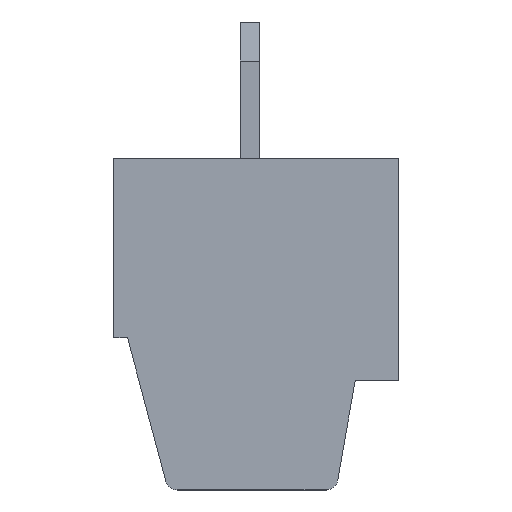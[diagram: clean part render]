
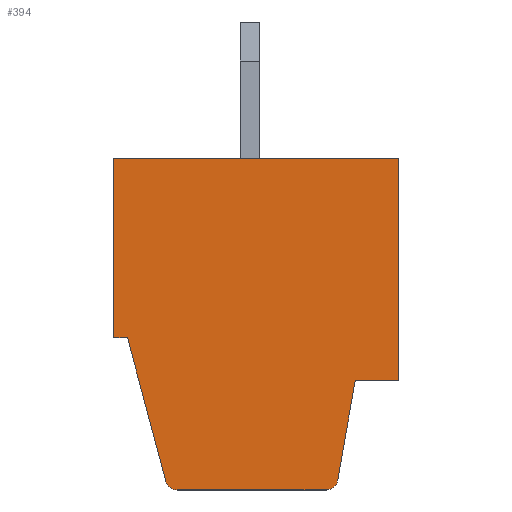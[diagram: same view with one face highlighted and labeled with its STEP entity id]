
A CAD part, left-side view. The second image highlights one B-rep face of the part: STEP entity #394.
In plain terms, the highlighted planar face has unit normal (-1, 0, 0).
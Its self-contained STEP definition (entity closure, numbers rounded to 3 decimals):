
#394 = ADVANCED_FACE( '', ( #1010 ), #1011, .T. );
#1010 = FACE_OUTER_BOUND( '', #1885, .T. );
#1011 = PLANE( '', #1886 );
#1885 = EDGE_LOOP( '', ( #3016, #3017, #3018, #3019, #3020, #3021, #3022, #3023, #3024, #3025 ) );
#1886 = AXIS2_PLACEMENT_3D( '', #3026, #3027, #3028 );
#3016 = ORIENTED_EDGE( '', *, *, #4981, .T. );
#3017 = ORIENTED_EDGE( '', *, *, #4982, .T. );
#3018 = ORIENTED_EDGE( '', *, *, #4983, .T. );
#3019 = ORIENTED_EDGE( '', *, *, #4984, .T. );
#3020 = ORIENTED_EDGE( '', *, *, #4985, .T. );
#3021 = ORIENTED_EDGE( '', *, *, #4986, .T. );
#3022 = ORIENTED_EDGE( '', *, *, #4987, .T. );
#3023 = ORIENTED_EDGE( '', *, *, #4988, .T. );
#3024 = ORIENTED_EDGE( '', *, *, #4851, .T. );
#3025 = ORIENTED_EDGE( '', *, *, #4989, .T. );
#3026 = CARTESIAN_POINT( '', ( 165.647, 199.734, -4.2 ) );
#3027 = DIRECTION( '', ( -1., 0., 0. ) );
#3028 = DIRECTION( '', ( 0., -1., 0. ) );
#4851 = EDGE_CURVE( '', #5764, #5761, #5765, .T. );
#4981 = EDGE_CURVE( '', #5985, #5986, #5987, .T. );
#4982 = EDGE_CURVE( '', #5986, #5988, #5989, .T. );
#4983 = EDGE_CURVE( '', #5988, #5990, #5991, .T. );
#4984 = EDGE_CURVE( '', #5990, #5992, #5993, .T. );
#4985 = EDGE_CURVE( '', #5992, #5994, #5995, .T. );
#4986 = EDGE_CURVE( '', #5994, #5996, #5997, .T. );
#4987 = EDGE_CURVE( '', #5996, #5998, #5999, .T. );
#4988 = EDGE_CURVE( '', #5998, #5764, #6000, .T. );
#4989 = EDGE_CURVE( '', #5761, #5985, #6001, .T. );
#5761 = VERTEX_POINT( '', #7053 );
#5764 = VERTEX_POINT( '', #7057 );
#5765 = LINE( '', #7058, #7059 );
#5985 = VERTEX_POINT( '', #7360 );
#5986 = VERTEX_POINT( '', #7361 );
#5987 = LINE( '', #7362, #7363 );
#5988 = VERTEX_POINT( '', #7364 );
#5989 = CIRCLE( '', #7365, 0.3 );
#5990 = VERTEX_POINT( '', #7366 );
#5991 = LINE( '', #7367, #7368 );
#5992 = VERTEX_POINT( '', #7369 );
#5993 = CIRCLE( '', #7370, 0.3 );
#5994 = VERTEX_POINT( '', #7371 );
#5995 = LINE( '', #7372, #7373 );
#5996 = VERTEX_POINT( '', #7374 );
#5997 = LINE( '', #7375, #7376 );
#5998 = VERTEX_POINT( '', #7377 );
#5999 = LINE( '', #7378, #7379 );
#6000 = LINE( '', #7380, #7381 );
#6001 = LINE( '', #7382, #7383 );
#7053 = CARTESIAN_POINT( '', ( 165.647, 199.734, -4.6 ) );
#7057 = CARTESIAN_POINT( '', ( 165.647, 199.734, 0. ) );
#7058 = CARTESIAN_POINT( '', ( 165.647, 199.734, -4.6 ) );
#7059 = VECTOR( '', #8540, 1000. );
#7360 = CARTESIAN_POINT( '', ( 165.647, 199.379, -4.6 ) );
#7361 = CARTESIAN_POINT( '', ( 165.647, 198.394, -8.278 ) );
#7362 = CARTESIAN_POINT( '', ( 165.647, 198.394, -8.278 ) );
#7363 = VECTOR( '', #8685, 1000. );
#7364 = CARTESIAN_POINT( '', ( 165.647, 198.104, -8.5 ) );
#7365 = AXIS2_PLACEMENT_3D( '', #8686, #8687, #8688 );
#7366 = CARTESIAN_POINT( '', ( 165.647, 194.286, -8.5 ) );
#7367 = CARTESIAN_POINT( '', ( 165.647, 194.286, -8.5 ) );
#7368 = VECTOR( '', #8689, 1000. );
#7369 = CARTESIAN_POINT( '', ( 165.647, 193.991, -8.252 ) );
#7370 = AXIS2_PLACEMENT_3D( '', #8690, #8691, #8692 );
#7371 = CARTESIAN_POINT( '', ( 165.647, 193.541, -5.7 ) );
#7372 = CARTESIAN_POINT( '', ( 165.647, 193.541, -5.7 ) );
#7373 = VECTOR( '', #8693, 1000. );
#7374 = CARTESIAN_POINT( '', ( 165.647, 192.434, -5.7 ) );
#7375 = CARTESIAN_POINT( '', ( 165.647, 192.434, -5.7 ) );
#7376 = VECTOR( '', #8694, 1000. );
#7377 = CARTESIAN_POINT( '', ( 165.647, 192.434, 0. ) );
#7378 = CARTESIAN_POINT( '', ( 165.647, 192.434, 0. ) );
#7379 = VECTOR( '', #8695, 1000. );
#7380 = CARTESIAN_POINT( '', ( 165.647, 199.734, 0. ) );
#7381 = VECTOR( '', #8696, 1000. );
#7382 = CARTESIAN_POINT( '', ( 165.647, 199.379, -4.6 ) );
#7383 = VECTOR( '', #8697, 1000. );
#8540 = DIRECTION( '', ( 0., 0., -1. ) );
#8685 = DIRECTION( '', ( 0., -0.259, -0.966 ) );
#8686 = CARTESIAN_POINT( '', ( 165.647, 198.104, -8.2 ) );
#8687 = DIRECTION( '', ( -1., 0., 0. ) );
#8688 = DIRECTION( '', ( 0., -1., 0. ) );
#8689 = DIRECTION( '', ( 0., -1., 0. ) );
#8690 = CARTESIAN_POINT( '', ( 165.647, 194.286, -8.2 ) );
#8691 = DIRECTION( '', ( -1., 0., 0. ) );
#8692 = DIRECTION( '', ( 0., -1., 0. ) );
#8693 = DIRECTION( '', ( 0., -0.174, 0.985 ) );
#8694 = DIRECTION( '', ( 0., -1., 0. ) );
#8695 = DIRECTION( '', ( 0., 0., 1. ) );
#8696 = DIRECTION( '', ( 0., 1., 0. ) );
#8697 = DIRECTION( '', ( 0., -1., 0. ) );
